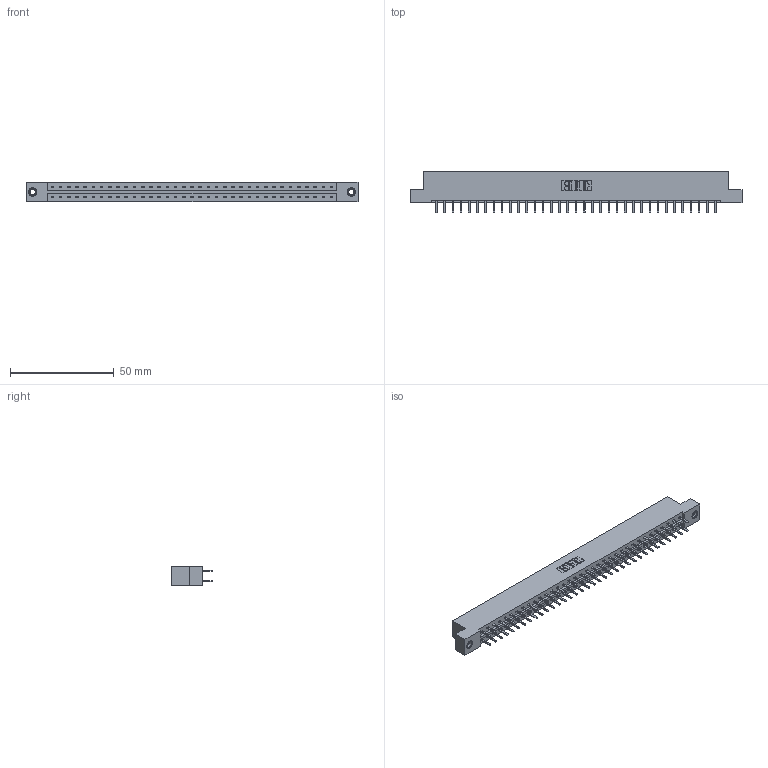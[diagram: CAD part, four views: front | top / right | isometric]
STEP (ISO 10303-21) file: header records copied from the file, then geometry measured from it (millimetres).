
FILE_DESCRIPTION (( 'STEP AP203' ), '1' );
FILE_NAME ('833-070-520-207.STEP', '2020-06-05T11:50:52', ( '' ), ( '' ), 'SwSTEP 2.0', 'SolidWorks 2020', '' );
FILE_SCHEMA (( 'CONFIG_CONTROL_DESIGN' ));
Length unit declared in the file: inch
Products named in the file (4): 345-292-001_345-293-120; 833 Part_Flush - .156 Dia - TI; 345-250-001_345-250-005-103; 833-070-520-207
Assembly tree (73 placements, depth 2):
  833-070-520-207
    833 Part_Flush - .156 Dia - TI
    345-292-001_345-293-120  x70
    345-250-001_345-250-005-103  x2
Bounding box: 160.22 x 20.02 x 9.4 mm (x, y, z)
Volume: 16248.1 mm3; surface area: 19086.7 mm2
Topology: 73 solids, 73 shells, 4094 faces, 11857 edges, 7710 vertices
Faces by surface type: plane 2762, cylinder 1316, cone 12, torus 4
Entity records: 24722 total; most frequent: CARTESIAN_POINT 4101, ORIENTED_EDGE 4018, DIRECTION 3535, EDGE_CURVE 2009, LINE 1857, VECTOR 1857, VERTEX_POINT 1332, AXIS2_PLACEMENT_3D 839
